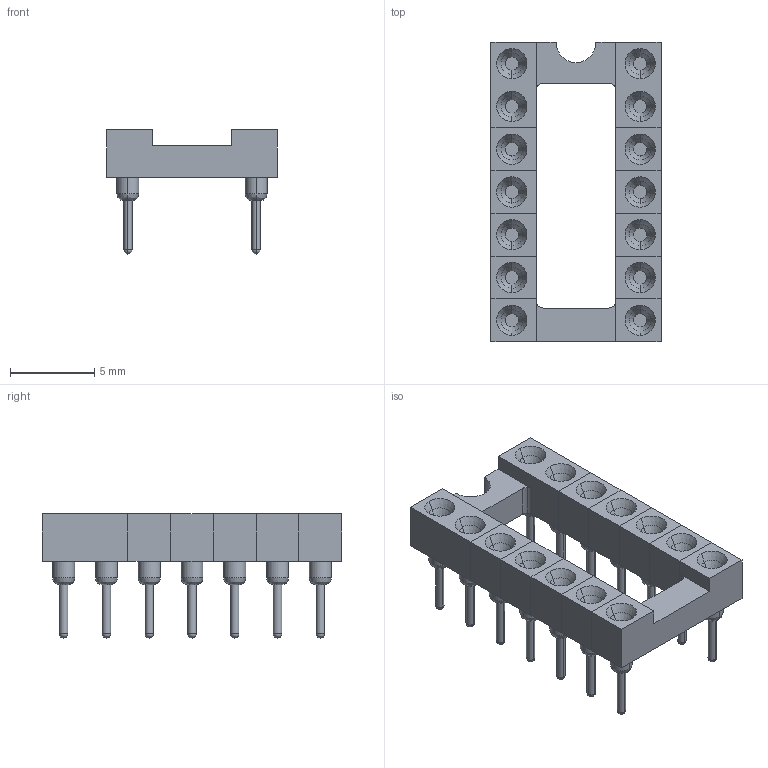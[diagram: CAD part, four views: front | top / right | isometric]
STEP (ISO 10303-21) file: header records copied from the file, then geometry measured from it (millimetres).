
FILE_DESCRIPTION((''),'2;1');
FILE_NAME('DIPS14-300.stp','2009-03-04T16:02:03',(''),(''),'Mechanical Desktop 2006','Mechanical Desktop 2006',', , ');
FILE_SCHEMA(('AUTOMOTIVE_DESIGN { 1 2 10303 214 0 1 1 1 }'));
Length unit declared in the file: millimetre
Products named in the file (1): Product
Bounding box: 10.1 x 17.78 x 7.37 mm (x, y, z)
Volume: 306.6 mm3; surface area: 1159.9 mm2
Topology: 52 solids, 52 shells, 405 faces, 805 edges, 476 vertices
Faces by surface type: cylinder 150, plane 143, cone 56, bspline 28, sphere 28
Entity records: 11295 total; most frequent: CARTESIAN_POINT 2863, DIRECTION 1917, ORIENTED_EDGE 1526, AXIS2_PLACEMENT_3D 776, EDGE_CURVE 763, VERTEX_POINT 462, EDGE_LOOP 433, FACE_OUTER_BOUND 405
